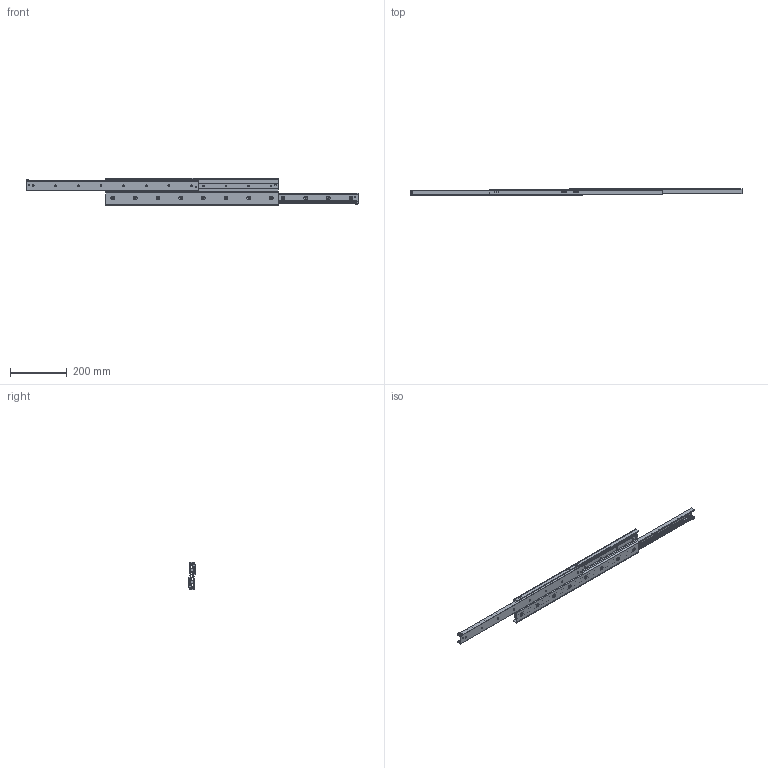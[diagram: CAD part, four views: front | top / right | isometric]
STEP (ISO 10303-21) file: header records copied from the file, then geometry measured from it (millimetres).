
FILE_DESCRIPTION((''),'2;1');
FILE_NAME('LCAS 35.D-0610.stp','2016-01-15T10:49:20',('MRathmann'),(''),'Autodesk Inventor 2012','Autodesk Inventor 2012','');
FILE_SCHEMA(('CONFIG_CONTROL_DESIGN'));
Length unit declared in the file: millimetre
Products named in the file (11): LCAS 35.D-0610.iam (Detailgenauigkeit1); ZP 35-0610.S; LCN 35-0610; LLMG 35-0610; KF.LCA 35-0320.GZ; + AS.L 35 5x3,2; + VKB.L 35 5x10; + AP.L 35; # SP.L 35-5,5; + SP.L 35; + AG.L 28H-4,5
Assembly tree (24 placements, depth 3):
  LCAS 35.D-0610.iam (Detailgenauigkeit1)
    ZP 35-0610.S
    LCN 35-0610  x2
    LLMG 35-0610  x2
    KF.LCA 35-0320.GZ  x2
    + AS.L 35 5x3,2  x4
    + VKB.L 35 5x10  x4
    + AP.L 35  x4
    # SP.L 35-5,5  x2
      + SP.L 35
      + AG.L 28H-4,5
Bounding box: 1173 x 22.5 x 97 mm (x, y, z)
Volume: 705394.6 mm3; surface area: 457278.9 mm2
Topology: 25 solids, 25 shells, 612 faces, 1548 edges, 982 vertices
Faces by surface type: plane 334, cylinder 200, cone 78
Full cylindrical faces by diameter (mm): 0.3 x4, 2.459 x3, 3 x16, 3.242 x7, 4 x8, 4.2 x4, 4.5 x2, 4.8 x4, 4.917 x16, 5 x12, 6 x4, 6.6 x16, 7.5 x16, 8 x2
Entity records: 9454 total; most frequent: CARTESIAN_POINT 1659, DIRECTION 1614, ORIENTED_EDGE 1332, EDGE_CURVE 666, AXIS2_PLACEMENT_3D 615, EDGE_LOOP 540, VERTEX_POINT 482, VECTOR 384
